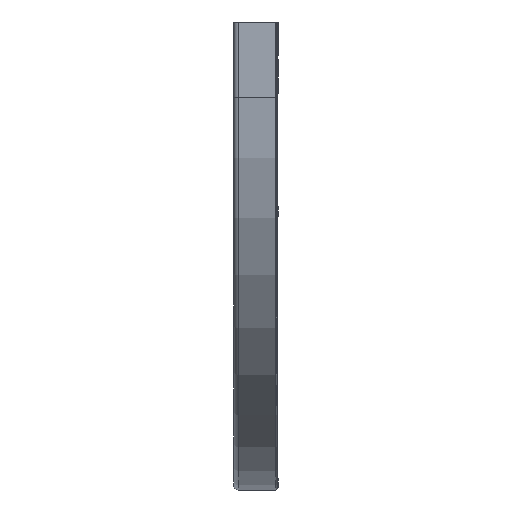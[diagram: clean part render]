
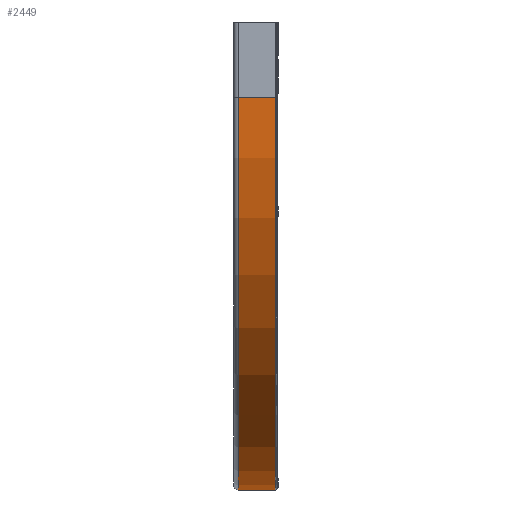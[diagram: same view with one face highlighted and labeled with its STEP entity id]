
A CAD part, left-side view. The second image highlights one B-rep face of the part: STEP entity #2449.
In plain terms, the highlighted cylindrical face has radius 550 mm (diameter 1100 mm), a partial arc.
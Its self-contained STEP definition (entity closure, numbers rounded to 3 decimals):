
#599 = LINE ( 'NONE', #5195, #2150 ) ;
#689 = VERTEX_POINT ( 'NONE', #3949 ) ;
#773 = CYLINDRICAL_SURFACE ( 'NONE', #2817, 550. ) ;
#906 = CARTESIAN_POINT ( 'NONE',  ( -550., 54.25, 105. ) ) ;
#945 = CARTESIAN_POINT ( 'NONE',  ( 0., 2.25, 105. ) ) ;
#1058 = LINE ( 'NONE', #2014, #2770 ) ;
#1107 = AXIS2_PLACEMENT_3D ( 'NONE', #906, #4282, #1393 ) ;
#1171 = EDGE_CURVE ( 'NONE', #2507, #3001, #599, .T. ) ;
#1284 = EDGE_CURVE ( 'NONE', #2567, #689, #1058, .T. ) ;
#1393 = DIRECTION ( 'NONE',  ( 0., 0., -1. ) ) ;
#1690 = ORIENTED_EDGE ( 'NONE', *, *, #3741, .F. ) ;
#1900 = DIRECTION ( 'NONE',  ( 0., -1., 0. ) ) ;
#2014 = CARTESIAN_POINT ( 'NONE',  ( -550., 2.25, 655. ) ) ;
#2150 = VECTOR ( 'NONE', #5171, 1000. ) ;
#2289 = ORIENTED_EDGE ( 'NONE', *, *, #6188, .T. ) ;
#2449 = ADVANCED_FACE ( 'NONE', ( #2503 ), #773, .T. ) ;
#2503 = FACE_OUTER_BOUND ( 'NONE', #5147, .T. ) ;
#2507 = VERTEX_POINT ( 'NONE', #945 ) ;
#2522 = CARTESIAN_POINT ( 'NONE',  ( -550., 2.25, 655. ) ) ;
#2567 = VERTEX_POINT ( 'NONE', #2522 ) ;
#2770 = VECTOR ( 'NONE', #2784, 1000. ) ;
#2784 = DIRECTION ( 'NONE',  ( 0., 1., 0. ) ) ;
#2817 = AXIS2_PLACEMENT_3D ( 'NONE', #5028, #4515, #5165 ) ;
#3001 = VERTEX_POINT ( 'NONE', #3628 ) ;
#3334 = ORIENTED_EDGE ( 'NONE', *, *, #1171, .T. ) ;
#3628 = CARTESIAN_POINT ( 'NONE',  ( 0., 54.25, 105. ) ) ;
#3741 = EDGE_CURVE ( 'NONE', #2507, #2567, #5249, .T. ) ;
#3801 = ORIENTED_EDGE ( 'NONE', *, *, #1284, .F. ) ;
#3949 = CARTESIAN_POINT ( 'NONE',  ( -550., 54.25, 655. ) ) ;
#4282 = DIRECTION ( 'NONE',  ( 0., -1., 0. ) ) ;
#4515 = DIRECTION ( 'NONE',  ( 0., -1., 0. ) ) ;
#4815 = CARTESIAN_POINT ( 'NONE',  ( -550., 2.25, 105. ) ) ;
#4982 = CIRCLE ( 'NONE', #1107, 550. ) ;
#5028 = CARTESIAN_POINT ( 'NONE',  ( -550., 0., 105. ) ) ;
#5147 = EDGE_LOOP ( 'NONE', ( #3334, #2289, #3801, #1690 ) ) ;
#5165 = DIRECTION ( 'NONE',  ( 0., 0., -1. ) ) ;
#5171 = DIRECTION ( 'NONE',  ( 0., 1., 0. ) ) ;
#5195 = CARTESIAN_POINT ( 'NONE',  ( 0., 2.25, 105. ) ) ;
#5249 = CIRCLE ( 'NONE', #5484, 550. ) ;
#5306 = DIRECTION ( 'NONE',  ( 0., 0., -1. ) ) ;
#5484 = AXIS2_PLACEMENT_3D ( 'NONE', #4815, #1900, #5306 ) ;
#6188 = EDGE_CURVE ( 'NONE', #3001, #689, #4982, .T. ) ;
